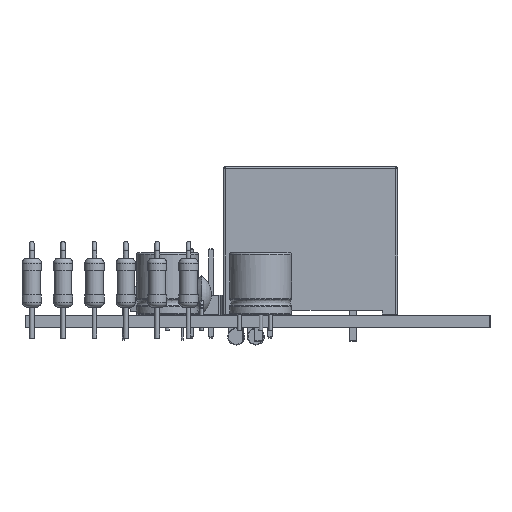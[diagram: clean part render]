
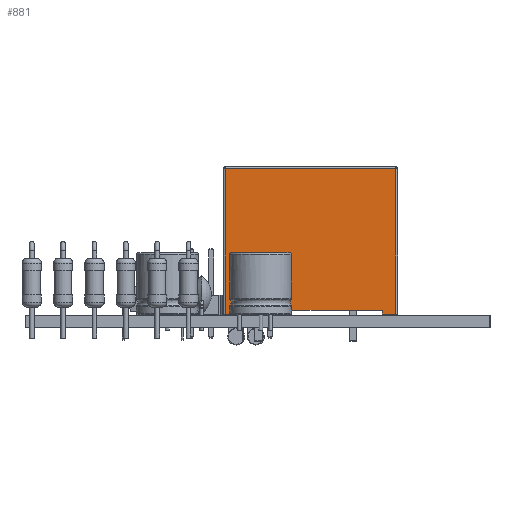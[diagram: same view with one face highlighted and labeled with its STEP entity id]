
A CAD part, left-side view. The second image highlights one B-rep face of the part: STEP entity #881.
In plain terms, the highlighted planar face has unit normal (-1, 0, 0).
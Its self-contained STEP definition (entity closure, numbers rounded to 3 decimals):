
#674 = VERTEX_POINT('',#675);
#675 = CARTESIAN_POINT('',(-8.25,2.3,18.85));
#682 = EDGE_CURVE('',#683,#674,#685,.T.);
#683 = VERTEX_POINT('',#684);
#684 = CARTESIAN_POINT('',(-8.25,-19.7,18.85));
#685 = LINE('',#686,#687);
#686 = CARTESIAN_POINT('',(-8.25,-19.7,18.85));
#687 = VECTOR('',#688,1.);
#688 = DIRECTION('',(0.,1.,0.));
#881 = ADVANCED_FACE('',(#882),#939,.T.);
#882 = FACE_BOUND('',#883,.T.);
#883 = EDGE_LOOP('',(#884,#892,#900,#908,#916,#924,#932,#938));
#884 = ORIENTED_EDGE('',*,*,#885,.F.);
#885 = EDGE_CURVE('',#886,#674,#888,.T.);
#886 = VERTEX_POINT('',#887);
#887 = CARTESIAN_POINT('',(-8.25,2.3,0.1));
#888 = LINE('',#889,#890);
#889 = CARTESIAN_POINT('',(-8.25,2.3,0.1));
#890 = VECTOR('',#891,1.);
#891 = DIRECTION('',(0.,0.,1.));
#892 = ORIENTED_EDGE('',*,*,#893,.F.);
#893 = EDGE_CURVE('',#894,#886,#896,.T.);
#894 = VERTEX_POINT('',#895);
#895 = CARTESIAN_POINT('',(-8.25,0.55,0.1));
#896 = LINE('',#897,#898);
#897 = CARTESIAN_POINT('',(-8.25,-19.95,0.1));
#898 = VECTOR('',#899,1.);
#899 = DIRECTION('',(0.,1.,0.));
#900 = ORIENTED_EDGE('',*,*,#901,.T.);
#901 = EDGE_CURVE('',#894,#902,#904,.T.);
#902 = VERTEX_POINT('',#903);
#903 = CARTESIAN_POINT('',(-8.25,0.55,0.6));
#904 = LINE('',#905,#906);
#905 = CARTESIAN_POINT('',(-8.25,0.55,0.1));
#906 = VECTOR('',#907,1.);
#907 = DIRECTION('',(0.,0.,1.));
#908 = ORIENTED_EDGE('',*,*,#909,.F.);
#909 = EDGE_CURVE('',#910,#902,#912,.T.);
#910 = VERTEX_POINT('',#911);
#911 = CARTESIAN_POINT('',(-8.25,-17.95,0.6));
#912 = LINE('',#913,#914);
#913 = CARTESIAN_POINT('',(-8.25,-17.95,0.6));
#914 = VECTOR('',#915,1.);
#915 = DIRECTION('',(0.,1.,0.));
#916 = ORIENTED_EDGE('',*,*,#917,.F.);
#917 = EDGE_CURVE('',#918,#910,#920,.T.);
#918 = VERTEX_POINT('',#919);
#919 = CARTESIAN_POINT('',(-8.25,-17.95,0.1));
#920 = LINE('',#921,#922);
#921 = CARTESIAN_POINT('',(-8.25,-17.95,0.1));
#922 = VECTOR('',#923,1.);
#923 = DIRECTION('',(0.,0.,1.));
#924 = ORIENTED_EDGE('',*,*,#925,.F.);
#925 = EDGE_CURVE('',#926,#918,#928,.T.);
#926 = VERTEX_POINT('',#927);
#927 = CARTESIAN_POINT('',(-8.25,-19.7,0.1));
#928 = LINE('',#929,#930);
#929 = CARTESIAN_POINT('',(-8.25,-19.95,0.1));
#930 = VECTOR('',#931,1.);
#931 = DIRECTION('',(0.,1.,0.));
#932 = ORIENTED_EDGE('',*,*,#933,.T.);
#933 = EDGE_CURVE('',#926,#683,#934,.T.);
#934 = LINE('',#935,#936);
#935 = CARTESIAN_POINT('',(-8.25,-19.7,0.1));
#936 = VECTOR('',#937,1.);
#937 = DIRECTION('',(0.,0.,1.));
#938 = ORIENTED_EDGE('',*,*,#682,.T.);
#939 = PLANE('',#940);
#940 = AXIS2_PLACEMENT_3D('',#941,#942,#943);
#941 = CARTESIAN_POINT('',(-8.25,-19.95,0.1));
#942 = DIRECTION('',(-1.,0.,0.));
#943 = DIRECTION('',(0.,1.,0.));
